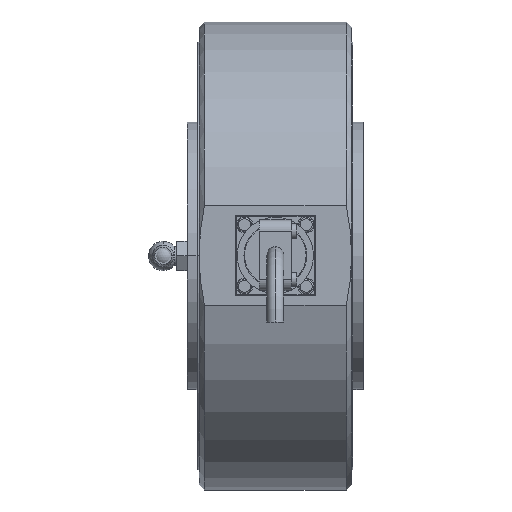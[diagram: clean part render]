
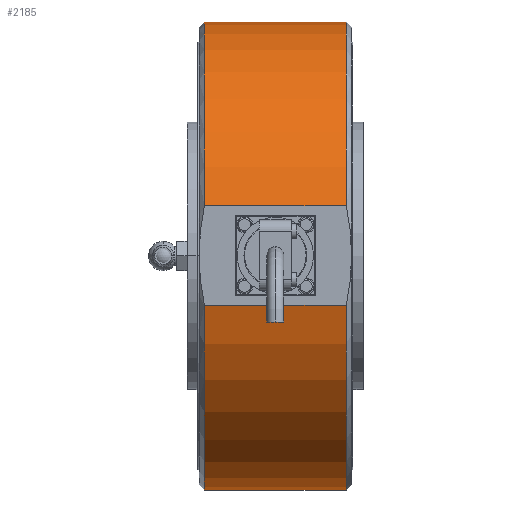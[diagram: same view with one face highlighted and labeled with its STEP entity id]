
A CAD part, top view. The second image highlights one B-rep face of the part: STEP entity #2185.
In plain terms, the highlighted cylindrical face has radius 87.5 mm (diameter 175 mm), a partial arc.
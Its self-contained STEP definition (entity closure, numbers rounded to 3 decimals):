
#2029=CARTESIAN_POINT('',(26.5,85.5,18.601));
#2030=VERTEX_POINT('',#2029);
#2044=CARTESIAN_POINT('',(26.5,85.5,-18.601));
#2045=VERTEX_POINT('',#2044);
#2059=CARTESIAN_POINT('',(-26.5,85.5,-18.601));
#2060=VERTEX_POINT('',#2059);
#2061=CARTESIAN_POINT('',(-26.5,85.5,-18.601));
#2062=DIRECTION('',(1.0,0.0,0.0));
#2063=VECTOR('',#2062,53.);
#2064=LINE('',#2061,#2063);
#2065=EDGE_CURVE('',#2060,#2045,#2064,.T.);
#2082=CARTESIAN_POINT('',(-26.5,85.5,18.601));
#2083=VERTEX_POINT('',#2082);
#2097=CARTESIAN_POINT('',(26.5,85.5,18.601));
#2098=DIRECTION('',(-1.0,0.0,0.0));
#2099=VECTOR('',#2098,53.);
#2100=LINE('',#2097,#2099);
#2101=EDGE_CURVE('',#2030,#2083,#2100,.T.);
#2140=CARTESIAN_POINT('',(-26.5,0.0,0.0));
#2141=DIRECTION('',(-1.0,0.0,0.0));
#2142=DIRECTION('',(0.0,-1.0,0.0));
#2143=AXIS2_PLACEMENT_3D('',#2140,#2141,#2142);
#2144=CIRCLE('',#2143,87.5);
#2145=EDGE_CURVE('',#2060,#2083,#2144,.T.);
#2156=CARTESIAN_POINT('',(26.5,0.0,0.0));
#2157=DIRECTION('',(1.0,0.0,0.0));
#2158=DIRECTION('',(0.0,-1.0,0.0));
#2159=AXIS2_PLACEMENT_3D('',#2156,#2157,#2158);
#2160=CIRCLE('',#2159,87.5);
#2161=EDGE_CURVE('',#2030,#2045,#2160,.T.);
#2174=CARTESIAN_POINT('',(-29.15,0.0,0.0));
#2175=DIRECTION('',(1.0,0.0,0.0));
#2176=DIRECTION('',(0.0,1.0,0.0));
#2177=AXIS2_PLACEMENT_3D('',#2174,#2175,#2176);
#2178=CYLINDRICAL_SURFACE('',#2177,87.5);
#2179=ORIENTED_EDGE('',*,*,#2101,.T.);
#2180=ORIENTED_EDGE('',*,*,#2145,.F.);
#2181=ORIENTED_EDGE('',*,*,#2065,.T.);
#2182=ORIENTED_EDGE('',*,*,#2161,.F.);
#2183=EDGE_LOOP('',(#2179,#2180,#2181,#2182));
#2184=FACE_OUTER_BOUND('',#2183,.T.);
#2185=ADVANCED_FACE('',(#2184),#2178,.T.);
